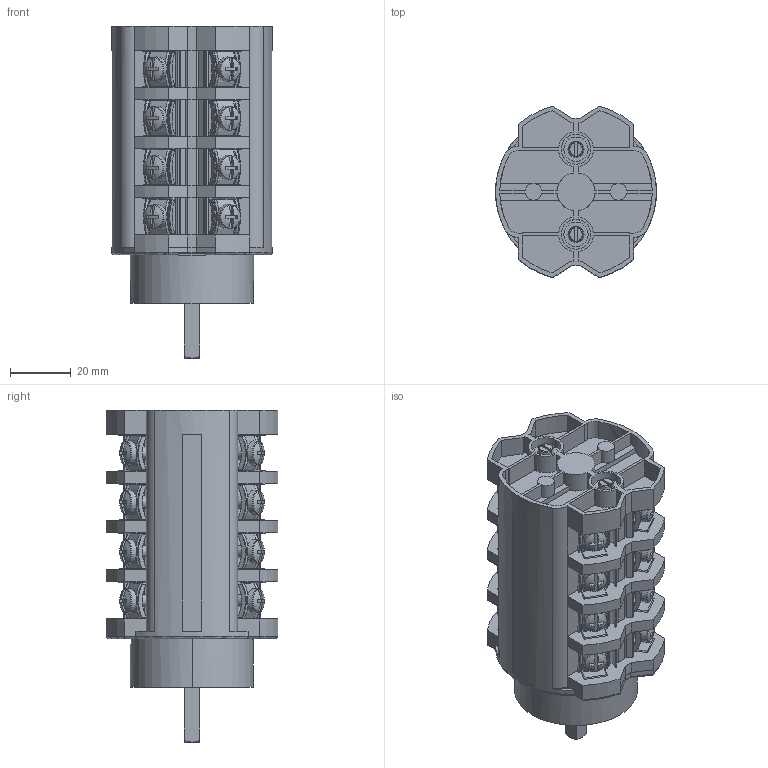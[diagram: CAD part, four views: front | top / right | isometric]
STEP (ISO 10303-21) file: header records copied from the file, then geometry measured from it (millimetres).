
FILE_DESCRIPTION((''),'2;1');
FILE_NAME('CAV2_25_51_4B_P_SW0001','2015-06-04T',('mangiapr'),(''),'PRO/ENGINEER BY PARAMETRIC TECHNOLOGY CORPORATION, 2011080','PRO/ENGINEER BY PARAMETRIC TECHNOLOGY CORPORATION, 2011080','');
FILE_SCHEMA(('CONFIG_CONTROL_DESIGN'));
Length unit declared in the file: millimetre
Products named in the file (1): CAV2_25_51_4B_P_SW0001
Bounding box: 53 x 56.48 x 109.3 mm (x, y, z)
Volume: 153495.6 mm3; surface area: 43165.5 mm2
Topology: 1 solids, 1 shells, 1965 faces, 5360 edges, 3487 vertices
Faces by surface type: plane 1005, cylinder 540, cone 198, torus 178, sphere 32, bspline 12
Entity records: 70808 total; most frequent: CARTESIAN_POINT 21948, ORIENTED_EDGE 10716, DIRECTION 9456, EDGE_CURVE 5358, VERTEX_POINT 3487, AXIS2_PLACEMENT_3D 3253, VECTOR 2950, LINE 2950
